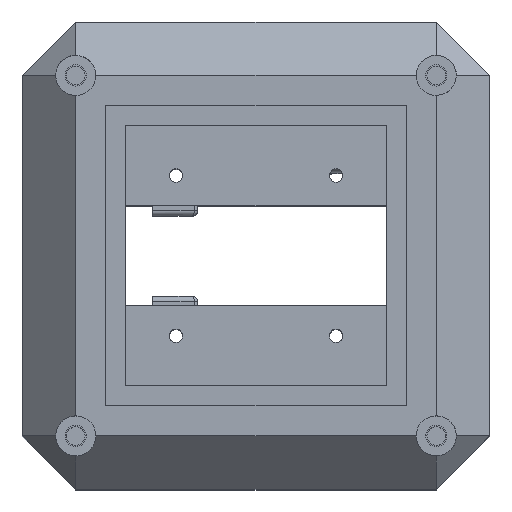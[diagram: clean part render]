
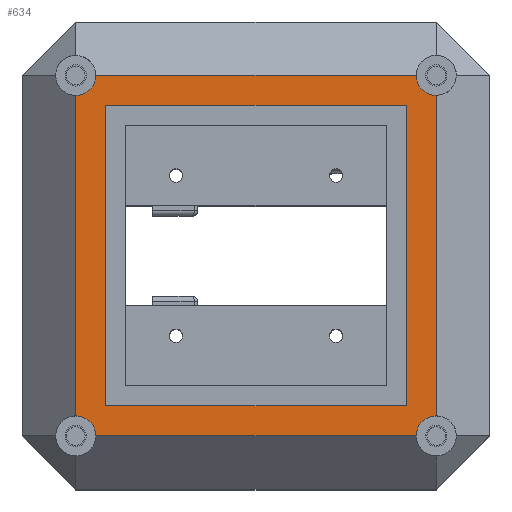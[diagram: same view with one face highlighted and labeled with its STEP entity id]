
A CAD part, top view. The second image highlights one B-rep face of the part: STEP entity #634.
In plain terms, the highlighted planar face has unit normal (0, 0, 1).
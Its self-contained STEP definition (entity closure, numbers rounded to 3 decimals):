
#525=CARTESIAN_POINT('',(30.,-0.,70.));
#526=DIRECTION('',(0.,0.,1.));
#527=DIRECTION('',(-0.,1.,-0.));
#528=AXIS2_PLACEMENT_3D('',#525,#526,#527);
#529=PLANE('',#528);
#530=CARTESIAN_POINT('',(-24.,-27.,70.));
#531=VERTEX_POINT('',#530);
#532=CARTESIAN_POINT('',(-27.,-24.,70.));
#533=VERTEX_POINT('',#532);
#534=CARTESIAN_POINT('',(-27.,-27.,70.));
#535=DIRECTION('',(0.,0.,1.));
#536=DIRECTION('',(1.,0.,-0.));
#537=AXIS2_PLACEMENT_3D('',#534,#535,#536);
#538=CIRCLE('',#537,3.);
#539=EDGE_CURVE('',#531,#533,#538,.T.);
#540=ORIENTED_EDGE('',*,*,#539,.F.);
#541=CARTESIAN_POINT('',(24.,-27.,70.));
#542=VERTEX_POINT('',#541);
#543=CARTESIAN_POINT('',(-24.,-27.,70.));
#544=DIRECTION('',(1.,0.,-0.));
#545=VECTOR('',#544,48.);
#546=LINE('',#543,#545);
#547=EDGE_CURVE('',#531,#542,#546,.T.);
#548=ORIENTED_EDGE('',*,*,#547,.T.);
#549=CARTESIAN_POINT('',(27.,-24.,70.));
#550=VERTEX_POINT('',#549);
#551=CARTESIAN_POINT('',(27.,-27.,70.));
#552=DIRECTION('',(0.,0.,1.));
#553=DIRECTION('',(1.,0.,-0.));
#554=AXIS2_PLACEMENT_3D('',#551,#552,#553);
#555=CIRCLE('',#554,3.);
#556=EDGE_CURVE('',#550,#542,#555,.T.);
#557=ORIENTED_EDGE('',*,*,#556,.F.);
#558=CARTESIAN_POINT('',(27.,24.,70.));
#559=VERTEX_POINT('',#558);
#560=CARTESIAN_POINT('',(27.,-24.,70.));
#561=DIRECTION('',(-0.,1.,-0.));
#562=VECTOR('',#561,48.);
#563=LINE('',#560,#562);
#564=EDGE_CURVE('',#550,#559,#563,.T.);
#565=ORIENTED_EDGE('',*,*,#564,.T.);
#566=CARTESIAN_POINT('',(24.,27.,70.));
#567=VERTEX_POINT('',#566);
#568=CARTESIAN_POINT('',(27.,27.,70.));
#569=DIRECTION('',(0.,0.,1.));
#570=DIRECTION('',(1.,0.,-0.));
#571=AXIS2_PLACEMENT_3D('',#568,#569,#570);
#572=CIRCLE('',#571,3.);
#573=EDGE_CURVE('',#567,#559,#572,.T.);
#574=ORIENTED_EDGE('',*,*,#573,.F.);
#575=CARTESIAN_POINT('',(-24.,27.,70.));
#576=VERTEX_POINT('',#575);
#577=CARTESIAN_POINT('',(24.,27.,70.));
#578=DIRECTION('',(-1.,-0.,0.));
#579=VECTOR('',#578,48.);
#580=LINE('',#577,#579);
#581=EDGE_CURVE('',#567,#576,#580,.T.);
#582=ORIENTED_EDGE('',*,*,#581,.T.);
#583=CARTESIAN_POINT('',(-27.,24.,70.));
#584=VERTEX_POINT('',#583);
#585=CARTESIAN_POINT('',(-27.,27.,70.));
#586=DIRECTION('',(0.,0.,1.));
#587=DIRECTION('',(1.,0.,-0.));
#588=AXIS2_PLACEMENT_3D('',#585,#586,#587);
#589=CIRCLE('',#588,3.);
#590=EDGE_CURVE('',#584,#576,#589,.T.);
#591=ORIENTED_EDGE('',*,*,#590,.F.);
#592=CARTESIAN_POINT('',(-27.,24.,70.));
#593=DIRECTION('',(0.,-1.,0.));
#594=VECTOR('',#593,48.);
#595=LINE('',#592,#594);
#596=EDGE_CURVE('',#584,#533,#595,.T.);
#597=ORIENTED_EDGE('',*,*,#596,.T.);
#598=EDGE_LOOP('',(#540,#548,#557,#565,#574,#582,#591,#597));
#599=FACE_BOUND('',#598,.T.);
#600=CARTESIAN_POINT('',(-22.5,22.5,70.));
#601=VERTEX_POINT('',#600);
#602=CARTESIAN_POINT('',(22.5,22.5,70.));
#603=VERTEX_POINT('',#602);
#604=CARTESIAN_POINT('',(-22.5,22.5,70.));
#605=DIRECTION('',(1.,-0.,0.));
#606=VECTOR('',#605,45.);
#607=LINE('',#604,#606);
#608=EDGE_CURVE('',#601,#603,#607,.T.);
#609=ORIENTED_EDGE('',*,*,#608,.T.);
#610=CARTESIAN_POINT('',(22.5,-22.5,70.));
#611=VERTEX_POINT('',#610);
#612=CARTESIAN_POINT('',(22.5,22.5,70.));
#613=DIRECTION('',(-0.,-1.,0.));
#614=VECTOR('',#613,45.);
#615=LINE('',#612,#614);
#616=EDGE_CURVE('',#603,#611,#615,.T.);
#617=ORIENTED_EDGE('',*,*,#616,.T.);
#618=CARTESIAN_POINT('',(-22.5,-22.5,70.));
#619=VERTEX_POINT('',#618);
#620=CARTESIAN_POINT('',(22.5,-22.5,70.));
#621=DIRECTION('',(-1.,0.,-0.));
#622=VECTOR('',#621,45.);
#623=LINE('',#620,#622);
#624=EDGE_CURVE('',#611,#619,#623,.T.);
#625=ORIENTED_EDGE('',*,*,#624,.T.);
#626=CARTESIAN_POINT('',(-22.5,-22.5,70.));
#627=DIRECTION('',(0.,1.,-0.));
#628=VECTOR('',#627,45.);
#629=LINE('',#626,#628);
#630=EDGE_CURVE('',#619,#601,#629,.T.);
#631=ORIENTED_EDGE('',*,*,#630,.T.);
#632=EDGE_LOOP('',(#609,#617,#625,#631));
#633=FACE_BOUND('',#632,.T.);
#634=ADVANCED_FACE('',(#599,#633),#529,.T.);
